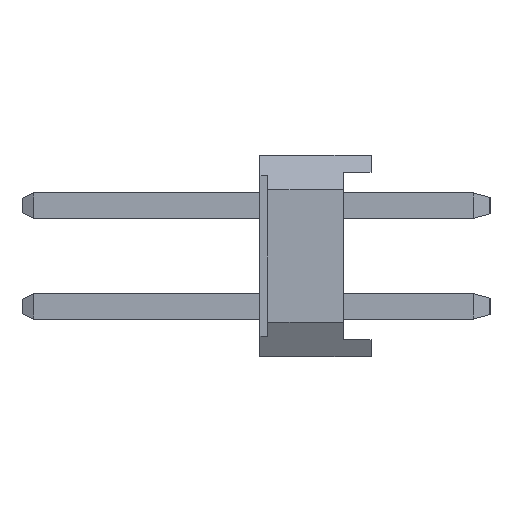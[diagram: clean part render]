
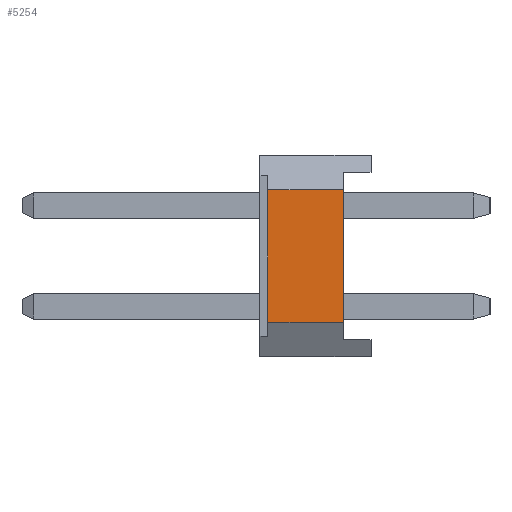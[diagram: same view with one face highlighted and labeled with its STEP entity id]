
A CAD part, left-side view. The second image highlights one B-rep face of the part: STEP entity #5254.
In plain terms, the highlighted planar face has unit normal (-1, 0, 0).
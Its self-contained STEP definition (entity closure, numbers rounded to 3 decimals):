
#5253 = EDGE_CURVE ( 'NONE', #5268, #31154, #19787, .T. ) ;
#5254 = ADVANCED_FACE ( 'NONE', ( #19781 ), #19778, .F. ) ;
#5255 = EDGE_LOOP ( 'NONE', ( #5256, #5259, #5319, #5320 ) ) ;
#5256 = ORIENTED_EDGE ( 'NONE', *, *, #5257, .F. ) ;
#5257 = EDGE_CURVE ( 'NONE', #5258, #21121, #19779, .T. ) ;
#5258 = VERTEX_POINT ( 'NONE', #19765 ) ;
#5259 = ORIENTED_EDGE ( 'NONE', *, *, #5260, .F. ) ;
#5260 = EDGE_CURVE ( 'NONE', #5268, #5258, #19761, .T. ) ;
#5268 = VERTEX_POINT ( 'NONE', #19843 ) ;
#5319 = ORIENTED_EDGE ( 'NONE', *, *, #5253, .T. ) ;
#5320 = ORIENTED_EDGE ( 'NONE', *, *, #21125, .T. ) ;
#11620 = CARTESIAN_POINT ( 'NONE',  ( -49.53, 0.7, -0.404 ) ) ;
#19756 = DIRECTION ( 'NONE',  ( 0., 0., 1. ) ) ;
#19758 = VECTOR ( 'NONE', #19756, 1000. ) ;
#19759 = CARTESIAN_POINT ( 'NONE',  ( -49.53, 2.6, -1.27 ) ) ;
#19761 = LINE ( 'NONE', #19759, #19758 ) ;
#19765 = CARTESIAN_POINT ( 'NONE',  ( -49.53, 2.6, 2.944 ) ) ;
#19767 = DIRECTION ( 'NONE',  ( 0., -1., 0. ) ) ;
#19769 = VECTOR ( 'NONE', #19767, 1000. ) ;
#19771 = CARTESIAN_POINT ( 'NONE',  ( -49.53, 2.8, 2.944 ) ) ;
#19773 = DIRECTION ( 'NONE',  ( 0., 0., -1. ) ) ;
#19774 = DIRECTION ( 'NONE',  ( 1., 0., 0. ) ) ;
#19775 = CARTESIAN_POINT ( 'NONE',  ( -49.53, 2.8, -0.404 ) ) ;
#19777 = AXIS2_PLACEMENT_3D ( 'NONE', #19775, #19774, #19773 ) ;
#19778 = PLANE ( 'NONE',  #19777 ) ;
#19779 = LINE ( 'NONE', #19771, #19769 ) ;
#19781 = FACE_OUTER_BOUND ( 'NONE', #5255, .T. ) ;
#19782 = DIRECTION ( 'NONE',  ( 0., -1., 0. ) ) ;
#19783 = VECTOR ( 'NONE', #19782, 1000. ) ;
#19784 = CARTESIAN_POINT ( 'NONE',  ( -49.53, 2.8, -0.404 ) ) ;
#19787 = LINE ( 'NONE', #19784, #19783 ) ;
#19843 = CARTESIAN_POINT ( 'NONE',  ( -49.53, 2.6, -0.404 ) ) ;
#21121 = VERTEX_POINT ( 'NONE', #21985 ) ;
#21125 = EDGE_CURVE ( 'NONE', #31154, #21121, #21978, .T. ) ;
#21975 = DIRECTION ( 'NONE',  ( 0., 0., 1. ) ) ;
#21976 = VECTOR ( 'NONE', #21975, 1000. ) ;
#21977 = CARTESIAN_POINT ( 'NONE',  ( -49.53, 0.7, 3.377 ) ) ;
#21978 = LINE ( 'NONE', #21977, #21976 ) ;
#21985 = CARTESIAN_POINT ( 'NONE',  ( -49.53, 0.7, 2.944 ) ) ;
#31154 = VERTEX_POINT ( 'NONE', #11620 ) ;
